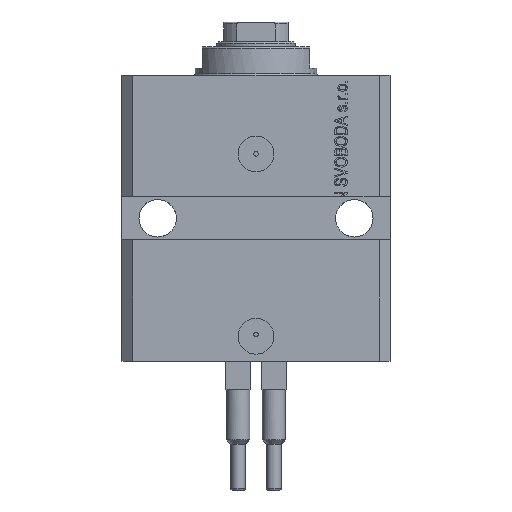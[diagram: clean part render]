
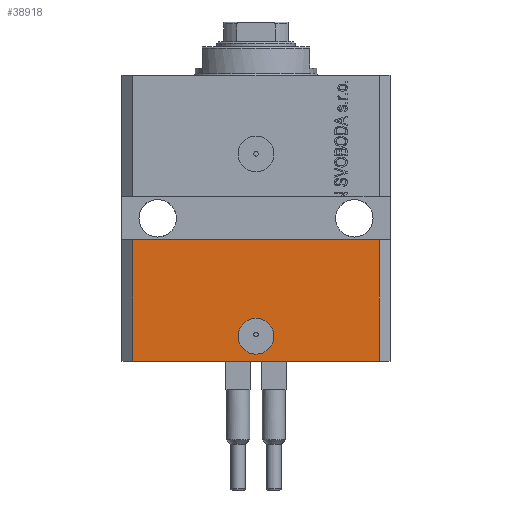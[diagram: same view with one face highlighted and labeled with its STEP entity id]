
A CAD part, front view. The second image highlights one B-rep face of the part: STEP entity #38918.
In plain terms, the highlighted planar face has unit normal (0, -1, 0).
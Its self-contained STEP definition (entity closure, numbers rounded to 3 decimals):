
#129 = CARTESIAN_POINT ( 'NONE',  ( -34.5, -27.5, -80. ) ) ;
#492 = VERTEX_POINT ( 'NONE', #21264 ) ;
#554 = VERTEX_POINT ( 'NONE', #18346 ) ;
#2130 = DIRECTION ( 'NONE',  ( 1., 0., 0. ) ) ;
#2612 = DIRECTION ( 'NONE',  ( 0., -1., 0. ) ) ;
#3681 = DIRECTION ( 'NONE',  ( 0., 0., 1. ) ) ;
#3763 = ORIENTED_EDGE ( 'NONE', *, *, #39703, .F. ) ;
#3830 = CIRCLE ( 'NONE', #42270, 5. ) ;
#4677 = EDGE_CURVE ( 'NONE', #21203, #31694, #3830, .T. ) ;
#5549 = CARTESIAN_POINT ( 'NONE',  ( -34.5, -27.5, -46. ) ) ;
#5587 = VERTEX_POINT ( 'NONE', #16097 ) ;
#6911 = CIRCLE ( 'NONE', #44599, 5. ) ;
#8352 = LINE ( 'NONE', #14896, #25838 ) ;
#9220 = ORIENTED_EDGE ( 'NONE', *, *, #26262, .F. ) ;
#10970 = DIRECTION ( 'NONE',  ( 0., 0., 1. ) ) ;
#11751 = DIRECTION ( 'NONE',  ( 1., 0., 0. ) ) ;
#12424 = CARTESIAN_POINT ( 'NONE',  ( 5., -27.5, -73. ) ) ;
#14896 = CARTESIAN_POINT ( 'NONE',  ( -37.5, -27.5, -46. ) ) ;
#15826 = EDGE_LOOP ( 'NONE', ( #3763, #9220, #16393, #28708 ) ) ;
#16097 = CARTESIAN_POINT ( 'NONE',  ( 34.5, -27.5, -46. ) ) ;
#16393 = ORIENTED_EDGE ( 'NONE', *, *, #25880, .T. ) ;
#17780 = VECTOR ( 'NONE', #10970, 1000. ) ;
#18117 = AXIS2_PLACEMENT_3D ( 'NONE', #37219, #26395, #19864 ) ;
#18346 = CARTESIAN_POINT ( 'NONE',  ( 34.5, -27.5, -80. ) ) ;
#19864 = DIRECTION ( 'NONE',  ( 0., 0., -1. ) ) ;
#20095 = VECTOR ( 'NONE', #46685, 1000. ) ;
#21203 = VERTEX_POINT ( 'NONE', #12424 ) ;
#21264 = CARTESIAN_POINT ( 'NONE',  ( -34.5, -27.5, -80. ) ) ;
#21855 = VERTEX_POINT ( 'NONE', #5549 ) ;
#22396 = EDGE_CURVE ( 'NONE', #31694, #21203, #6911, .T. ) ;
#24784 = CARTESIAN_POINT ( 'NONE',  ( -34.5, -27.5, -80. ) ) ;
#25749 = DIRECTION ( 'NONE',  ( 0., -1., 0. ) ) ;
#25838 = VECTOR ( 'NONE', #41603, 1000. ) ;
#25880 = EDGE_CURVE ( 'NONE', #492, #554, #32713, .T. ) ;
#26262 = EDGE_CURVE ( 'NONE', #492, #21855, #29285, .T. ) ;
#26395 = DIRECTION ( 'NONE',  ( 0., -1., 0. ) ) ;
#26567 = CARTESIAN_POINT ( 'NONE',  ( 34.5, -27.5, -80. ) ) ;
#26699 = CARTESIAN_POINT ( 'NONE',  ( 0., -27.5, -73. ) ) ;
#28708 = ORIENTED_EDGE ( 'NONE', *, *, #40202, .T. ) ;
#29285 = LINE ( 'NONE', #129, #17780 ) ;
#29842 = EDGE_LOOP ( 'NONE', ( #34387, #42206 ) ) ;
#30694 = FACE_BOUND ( 'NONE', #29842, .T. ) ;
#31694 = VERTEX_POINT ( 'NONE', #39713 ) ;
#31757 = CARTESIAN_POINT ( 'NONE',  ( 0., -27.5, -73. ) ) ;
#32713 = LINE ( 'NONE', #24784, #20095 ) ;
#33313 = LINE ( 'NONE', #26567, #44294 ) ;
#34387 = ORIENTED_EDGE ( 'NONE', *, *, #4677, .F. ) ;
#34547 = PLANE ( 'NONE',  #18117 ) ;
#37219 = CARTESIAN_POINT ( 'NONE',  ( -34.5, -27.5, -80. ) ) ;
#38918 = ADVANCED_FACE ( 'NONE', ( #30694, #45387 ), #34547, .T. ) ;
#39703 = EDGE_CURVE ( 'NONE', #21855, #5587, #8352, .T. ) ;
#39713 = CARTESIAN_POINT ( 'NONE',  ( -5., -27.5, -73. ) ) ;
#40202 = EDGE_CURVE ( 'NONE', #554, #5587, #33313, .T. ) ;
#41603 = DIRECTION ( 'NONE',  ( 1., 0., 0. ) ) ;
#42206 = ORIENTED_EDGE ( 'NONE', *, *, #22396, .F. ) ;
#42270 = AXIS2_PLACEMENT_3D ( 'NONE', #26699, #25749, #11751 ) ;
#44294 = VECTOR ( 'NONE', #3681, 1000. ) ;
#44599 = AXIS2_PLACEMENT_3D ( 'NONE', #31757, #2612, #2130 ) ;
#45387 = FACE_OUTER_BOUND ( 'NONE', #15826, .T. ) ;
#46685 = DIRECTION ( 'NONE',  ( 1., 0., 0. ) ) ;
